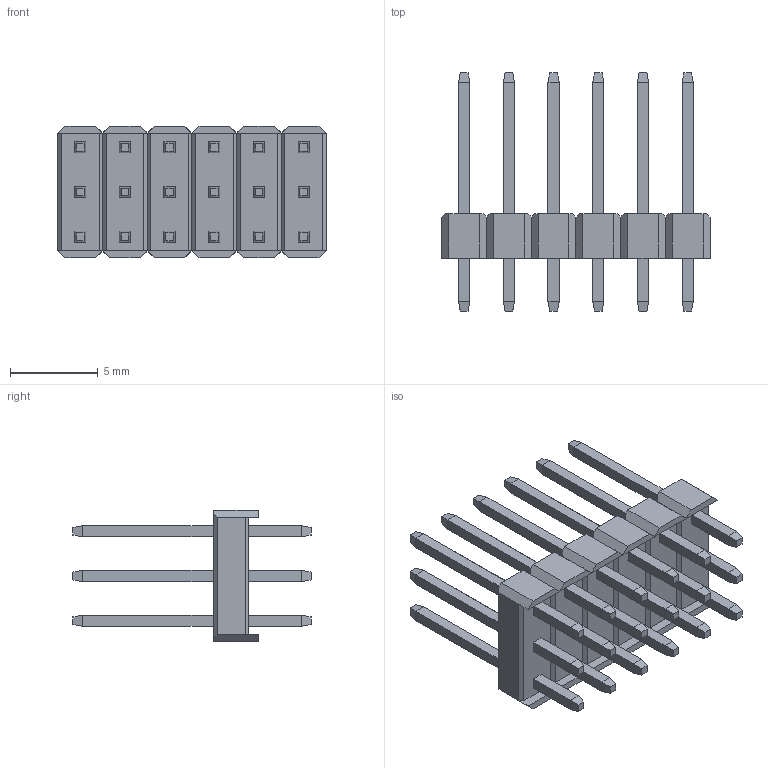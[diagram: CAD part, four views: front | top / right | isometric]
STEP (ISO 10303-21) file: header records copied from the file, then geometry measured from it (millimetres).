
FILE_DESCRIPTION (( 'STEP AP214' ), '1' );
FILE_NAME ('3x6 Male Pin Header.STEP', '2018-11-17T18:46:09', ( 'M.B.I.' ), ( '' ), 'SwSTEP 2.0', '', '' );
FILE_SCHEMA (( 'AUTOMOTIVE_DESIGN' ));
Length unit declared in the file: millimetre
Products named in the file (1): 3x6 Male Pin Header
Bounding box: 15.24 x 13.54 x 7.5 mm (x, y, z)
Volume: 309.8 mm3; surface area: 1064.7 mm2
Topology: 19 solids, 19 shells, 452 faces, 1082 edges, 668 vertices
Faces by surface type: plane 452
Entity records: 12874 total; most frequent: CARTESIAN_POINT 2203, ORIENTED_EDGE 2164, DIRECTION 1988, EDGE_CURVE 1082, VECTOR 1082, LINE 1082, VERTEX_POINT 668, EDGE_LOOP 488
